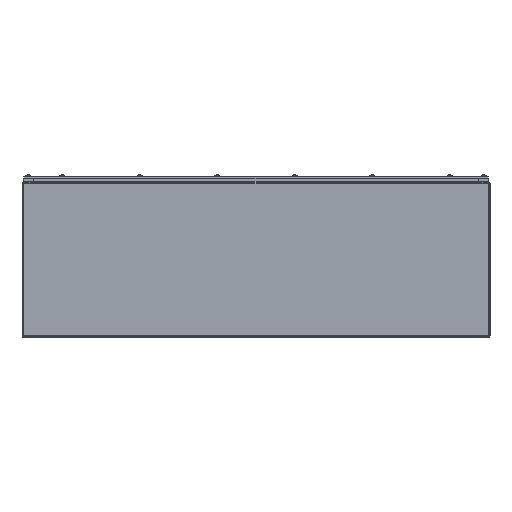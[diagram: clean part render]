
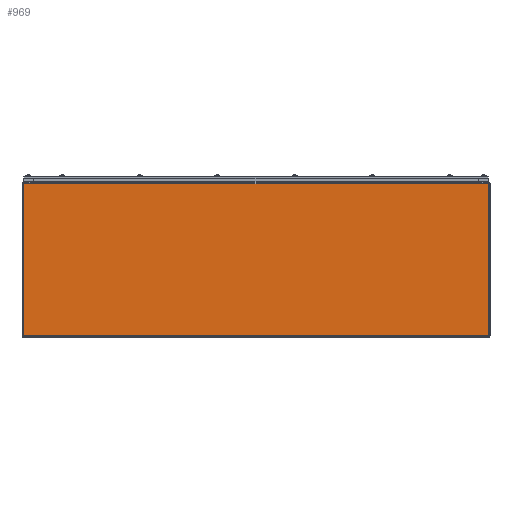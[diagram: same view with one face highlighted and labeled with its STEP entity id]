
A CAD part, left-side view. The second image highlights one B-rep face of the part: STEP entity #969.
In plain terms, the highlighted face is planar.
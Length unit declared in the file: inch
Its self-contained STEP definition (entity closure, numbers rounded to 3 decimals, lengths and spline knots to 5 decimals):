
#289 = DIRECTION ( 'NONE',  ( 1., 0., 0. ) ) ;
#353 = DIRECTION ( 'NONE',  ( 0., 0., 1. ) ) ;
#490 = VECTOR ( 'NONE', #10197, 39.37008 ) ;
#632 = VECTOR ( 'NONE', #12366, 39.37008 ) ;
#950 = DIRECTION ( 'NONE',  ( 1., 0., 0. ) ) ;
#954 = EDGE_CURVE ( 'NONE', #6325, #11350, #3207, .T. ) ;
#969 = ADVANCED_FACE ( 'NONE', ( #5768 ), #1065, .F. ) ;
#1047 = CARTESIAN_POINT ( 'NONE',  ( 26.82775, 11.856, 0. ) ) ;
#1065 = PLANE ( 'NONE',  #12281 ) ;
#1312 = DIRECTION ( 'NONE',  ( 0., -1., 0. ) ) ;
#1515 = LINE ( 'NONE', #13733, #12881 ) ;
#1734 = VERTEX_POINT ( 'NONE', #3285 ) ;
#2214 = EDGE_CURVE ( 'NONE', #9768, #8914, #3388, .T. ) ;
#2376 = LINE ( 'NONE', #2614, #8300 ) ;
#2564 = DIRECTION ( 'NONE',  ( 0., 1., 0. ) ) ;
#2614 = CARTESIAN_POINT ( 'NONE',  ( 36.062, 0., 0. ) ) ;
#2681 = LINE ( 'NONE', #7986, #11172 ) ;
#2923 = VERTEX_POINT ( 'NONE', #5346 ) ;
#3207 = LINE ( 'NONE', #1047, #6458 ) ;
#3285 = CARTESIAN_POINT ( 'NONE',  ( 36.062, 0., 0. ) ) ;
#3388 = LINE ( 'NONE', #11268, #490 ) ;
#3562 = CARTESIAN_POINT ( 'NONE',  ( 35.187, 11.856, 0. ) ) ;
#3893 = ORIENTED_EDGE ( 'NONE', *, *, #7033, .T. ) ;
#4347 = EDGE_CURVE ( 'NONE', #9768, #2923, #9106, .T. ) ;
#4460 = ORIENTED_EDGE ( 'NONE', *, *, #13423, .T. ) ;
#4541 = VECTOR ( 'NONE', #4659, 39.37008 ) ;
#4659 = DIRECTION ( 'NONE',  ( 1., 0., 0. ) ) ;
#4681 = DIRECTION ( 'NONE',  ( 1., 0., 0. ) ) ;
#5076 = ORIENTED_EDGE ( 'NONE', *, *, #2214, .T. ) ;
#5346 = CARTESIAN_POINT ( 'NONE',  ( 0., 0., 0. ) ) ;
#5458 = LINE ( 'NONE', #9143, #13900 ) ;
#5593 = VERTEX_POINT ( 'NONE', #6452 ) ;
#5768 = FACE_OUTER_BOUND ( 'NONE', #13328, .T. ) ;
#6325 = VERTEX_POINT ( 'NONE', #3562 ) ;
#6443 = ORIENTED_EDGE ( 'NONE', *, *, #12974, .T. ) ;
#6452 = CARTESIAN_POINT ( 'NONE',  ( 35.187, 11.85665, 0. ) ) ;
#6458 = VECTOR ( 'NONE', #950, 39.37008 ) ;
#7033 = EDGE_CURVE ( 'NONE', #8214, #5593, #5458, .T. ) ;
#7119 = EDGE_CURVE ( 'NONE', #1734, #11350, #2376, .T. ) ;
#7506 = LINE ( 'NONE', #12397, #4541 ) ;
#7935 = ORIENTED_EDGE ( 'NONE', *, *, #8500, .F. ) ;
#7986 = CARTESIAN_POINT ( 'NONE',  ( 35.187, 8.9745, 0. ) ) ;
#8214 = VERTEX_POINT ( 'NONE', #13974 ) ;
#8300 = VECTOR ( 'NONE', #2564, 39.37008 ) ;
#8500 = EDGE_CURVE ( 'NONE', #2923, #1734, #7506, .T. ) ;
#8914 = VERTEX_POINT ( 'NONE', #11910 ) ;
#9106 = LINE ( 'NONE', #10436, #632 ) ;
#9143 = CARTESIAN_POINT ( 'NONE',  ( 9.0155, 11.85665, 0. ) ) ;
#9520 = CARTESIAN_POINT ( 'NONE',  ( 36.062, 11.856, 0. ) ) ;
#9528 = CARTESIAN_POINT ( 'NONE',  ( 18.031, 5.983, 0. ) ) ;
#9768 = VERTEX_POINT ( 'NONE', #12024 ) ;
#10197 = DIRECTION ( 'NONE',  ( 1., 0., 0. ) ) ;
#10436 = CARTESIAN_POINT ( 'NONE',  ( 0., 11.966, 0. ) ) ;
#11166 = ORIENTED_EDGE ( 'NONE', *, *, #954, .T. ) ;
#11172 = VECTOR ( 'NONE', #1312, 39.37008 ) ;
#11268 = CARTESIAN_POINT ( 'NONE',  ( 9.23425, 11.856, 0. ) ) ;
#11350 = VERTEX_POINT ( 'NONE', #9520 ) ;
#11910 = CARTESIAN_POINT ( 'NONE',  ( 0.875, 11.856, 0. ) ) ;
#12024 = CARTESIAN_POINT ( 'NONE',  ( 0., 11.856, 0. ) ) ;
#12281 = AXIS2_PLACEMENT_3D ( 'NONE', #9528, #353, #289 ) ;
#12366 = DIRECTION ( 'NONE',  ( 0., -1., 0. ) ) ;
#12397 = CARTESIAN_POINT ( 'NONE',  ( 0., 0., 0. ) ) ;
#12483 = ORIENTED_EDGE ( 'NONE', *, *, #7119, .F. ) ;
#12677 = DIRECTION ( 'NONE',  ( 0., 1., 0. ) ) ;
#12881 = VECTOR ( 'NONE', #12677, 39.37008 ) ;
#12974 = EDGE_CURVE ( 'NONE', #8914, #8214, #1515, .T. ) ;
#13328 = EDGE_LOOP ( 'NONE', ( #6443, #3893, #4460, #11166, #12483, #7935, #13449, #5076 ) ) ;
#13423 = EDGE_CURVE ( 'NONE', #5593, #6325, #2681, .T. ) ;
#13449 = ORIENTED_EDGE ( 'NONE', *, *, #4347, .F. ) ;
#13733 = CARTESIAN_POINT ( 'NONE',  ( 0.875, 8.9745, 0. ) ) ;
#13900 = VECTOR ( 'NONE', #4681, 39.37008 ) ;
#13974 = CARTESIAN_POINT ( 'NONE',  ( 0.875, 11.85665, 0. ) ) ;
